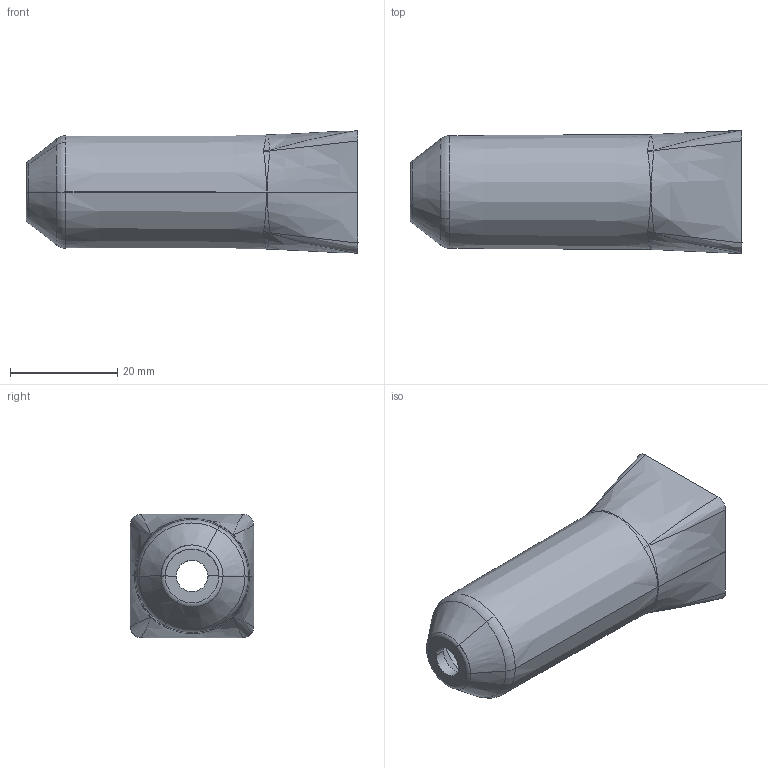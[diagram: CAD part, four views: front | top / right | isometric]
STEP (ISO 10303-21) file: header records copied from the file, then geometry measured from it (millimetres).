
FILE_DESCRIPTION(('CATIA V5 STEP Exchange'),'2;1');
FILE_NAME('usbcarbottom.stp','2014-07-14T12:24:12+00:00',('none'),('none'),'CATIA Version 5 Release 19 SP 2 (IN-10)','CATIA V5 STEP AP203','none');
FILE_SCHEMA(('CONFIG_CONTROL_DESIGN'));
Length unit declared in the file: millimetre
Products named in the file (1): usbcar
Bounding box: 61.94 x 23 x 23 mm (x, y, z)
Volume: 3839.8 mm3; surface area: 12149.6 mm2
Topology: 1 solids, 2 shells, 81 faces, 216 edges, 135 vertices
Faces by surface type: bspline 47, cone 14, torus 10, plane 7, cylinder 3
Entity records: 5272 total; most frequent: CARTESIAN_POINT 3858, ORIENTED_EDGE 392, EDGE_CURVE 173, DIRECTION 106, B_SPLINE_CURVE_WITH_KNOTS 105, VERTEX_POINT 101, EDGE_LOOP 83, ADVANCED_FACE 81
